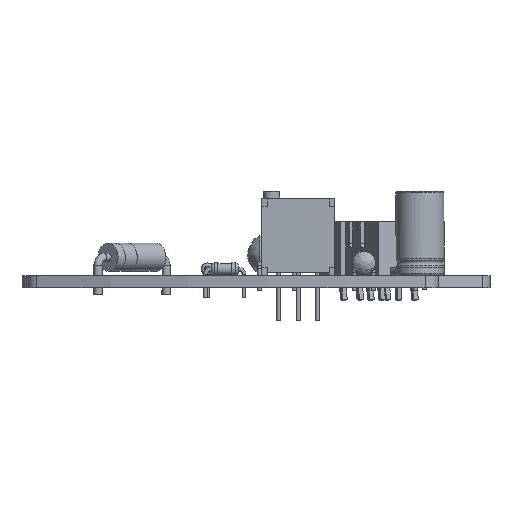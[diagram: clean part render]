
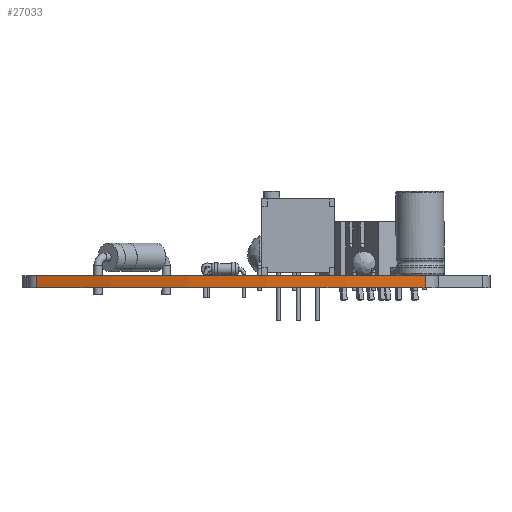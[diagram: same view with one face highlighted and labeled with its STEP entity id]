
A CAD part, front view. The second image highlights one B-rep face of the part: STEP entity #27033.
In plain terms, the highlighted cylindrical face has radius 99 mm (diameter 198 mm), a partial arc.
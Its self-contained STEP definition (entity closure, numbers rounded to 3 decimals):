
#22277 = PLANE('',#22278);
#22278 = AXIS2_PLACEMENT_3D('',#22279,#22280,#22281);
#22279 = CARTESIAN_POINT('',(148.646,-108.477,1.6));
#22280 = DIRECTION('',(0.,0.,1.));
#22281 = DIRECTION('',(1.,0.,-0.));
#22332 = PLANE('',#22333);
#22333 = AXIS2_PLACEMENT_3D('',#22334,#22335,#22336);
#22334 = CARTESIAN_POINT('',(148.646,-108.477,0.));
#22335 = DIRECTION('',(0.,0.,1.));
#22336 = DIRECTION('',(1.,0.,-0.));
#22670 = VERTEX_POINT('',#22671);
#22671 = CARTESIAN_POINT('',(120.298,-126.51,0.));
#22686 = CYLINDRICAL_SURFACE('',#22687,2.);
#22687 = AXIS2_PLACEMENT_3D('',#22688,#22689,#22690);
#22688 = CARTESIAN_POINT('',(121.066,-124.663,0.));
#22689 = DIRECTION('',(-0.,-0.,-1.));
#22690 = DIRECTION('',(1.,0.,-0.));
#22698 = EDGE_CURVE('',#22670,#22699,#22701,.T.);
#22699 = VERTEX_POINT('',#22700);
#22700 = CARTESIAN_POINT('',(171.36,-133.232,0.));
#22701 = SURFACE_CURVE('',#22702,(#22707,#22714),.PCURVE_S1.);
#22702 = CIRCLE('',#22703,99.);
#22703 = AXIS2_PLACEMENT_3D('',#22704,#22705,#22706);
#22704 = CARTESIAN_POINT('',(158.307,-35.097,0.));
#22705 = DIRECTION('',(0.,0.,1.));
#22706 = DIRECTION('',(1.,0.,-0.));
#22707 = PCURVE('',#22332,#22708);
#22708 = DEFINITIONAL_REPRESENTATION('',(#22709),#22713);
#22709 = CIRCLE('',#22710,99.);
#22710 = AXIS2_PLACEMENT_2D('',#22711,#22712);
#22711 = CARTESIAN_POINT('',(9.661,73.38));
#22712 = DIRECTION('',(1.,0.));
#22713 = ( GEOMETRIC_REPRESENTATION_CONTEXT(2) 
PARAMETRIC_REPRESENTATION_CONTEXT() REPRESENTATION_CONTEXT('2D SPACE',''
  ) );
#22714 = PCURVE('',#22715,#22720);
#22715 = CYLINDRICAL_SURFACE('',#22716,99.);
#22716 = AXIS2_PLACEMENT_3D('',#22717,#22718,#22719);
#22717 = CARTESIAN_POINT('',(158.307,-35.097,0.));
#22718 = DIRECTION('',(-0.,-0.,-1.));
#22719 = DIRECTION('',(1.,0.,-0.));
#22720 = DEFINITIONAL_REPRESENTATION('',(#22721),#22725);
#22721 = LINE('',#22722,#22723);
#22722 = CARTESIAN_POINT('',(-0.,0.));
#22723 = VECTOR('',#22724,1.);
#22724 = DIRECTION('',(-1.,0.));
#22725 = ( GEOMETRIC_REPRESENTATION_CONTEXT(2) 
PARAMETRIC_REPRESENTATION_CONTEXT() REPRESENTATION_CONTEXT('2D SPACE',''
  ) );
#22744 = CYLINDRICAL_SURFACE('',#22745,2.);
#22745 = AXIS2_PLACEMENT_3D('',#22746,#22747,#22748);
#22746 = CARTESIAN_POINT('',(171.097,-131.25,0.));
#22747 = DIRECTION('',(-0.,-0.,-1.));
#22748 = DIRECTION('',(1.,0.,-0.));
#24968 = VERTEX_POINT('',#24969);
#24969 = CARTESIAN_POINT('',(120.298,-126.51,1.6));
#24991 = EDGE_CURVE('',#24968,#24992,#24994,.T.);
#24992 = VERTEX_POINT('',#24993);
#24993 = CARTESIAN_POINT('',(171.36,-133.232,1.6));
#24994 = SURFACE_CURVE('',#24995,(#25000,#25007),.PCURVE_S1.);
#24995 = CIRCLE('',#24996,99.);
#24996 = AXIS2_PLACEMENT_3D('',#24997,#24998,#24999);
#24997 = CARTESIAN_POINT('',(158.307,-35.097,1.6));
#24998 = DIRECTION('',(0.,0.,1.));
#24999 = DIRECTION('',(1.,0.,-0.));
#25000 = PCURVE('',#22277,#25001);
#25001 = DEFINITIONAL_REPRESENTATION('',(#25002),#25006);
#25002 = CIRCLE('',#25003,99.);
#25003 = AXIS2_PLACEMENT_2D('',#25004,#25005);
#25004 = CARTESIAN_POINT('',(9.661,73.38));
#25005 = DIRECTION('',(1.,0.));
#25006 = ( GEOMETRIC_REPRESENTATION_CONTEXT(2) 
PARAMETRIC_REPRESENTATION_CONTEXT() REPRESENTATION_CONTEXT('2D SPACE',''
  ) );
#25007 = PCURVE('',#22715,#25008);
#25008 = DEFINITIONAL_REPRESENTATION('',(#25009),#25013);
#25009 = LINE('',#25010,#25011);
#25010 = CARTESIAN_POINT('',(-0.,-1.6));
#25011 = VECTOR('',#25012,1.);
#25012 = DIRECTION('',(-1.,0.));
#25013 = ( GEOMETRIC_REPRESENTATION_CONTEXT(2) 
PARAMETRIC_REPRESENTATION_CONTEXT() REPRESENTATION_CONTEXT('2D SPACE',''
  ) );
#26983 = EDGE_CURVE('',#22699,#24992,#26984,.T.);
#26984 = SURFACE_CURVE('',#26985,(#26989,#26996),.PCURVE_S1.);
#26985 = LINE('',#26986,#26987);
#26986 = CARTESIAN_POINT('',(171.36,-133.232,0.));
#26987 = VECTOR('',#26988,1.);
#26988 = DIRECTION('',(0.,0.,1.));
#26989 = PCURVE('',#22744,#26990);
#26990 = DEFINITIONAL_REPRESENTATION('',(#26991),#26995);
#26991 = LINE('',#26992,#26993);
#26992 = CARTESIAN_POINT('',(-4.844,0.));
#26993 = VECTOR('',#26994,1.);
#26994 = DIRECTION('',(-0.,-1.));
#26995 = ( GEOMETRIC_REPRESENTATION_CONTEXT(2) 
PARAMETRIC_REPRESENTATION_CONTEXT() REPRESENTATION_CONTEXT('2D SPACE',''
  ) );
#26996 = PCURVE('',#22715,#26997);
#26997 = DEFINITIONAL_REPRESENTATION('',(#26998),#27002);
#26998 = LINE('',#26999,#27000);
#26999 = CARTESIAN_POINT('',(-4.845,0.));
#27000 = VECTOR('',#27001,1.);
#27001 = DIRECTION('',(-0.,-1.));
#27002 = ( GEOMETRIC_REPRESENTATION_CONTEXT(2) 
PARAMETRIC_REPRESENTATION_CONTEXT() REPRESENTATION_CONTEXT('2D SPACE',''
  ) );
#27033 = ADVANCED_FACE('',(#27034),#22715,.T.);
#27034 = FACE_BOUND('',#27035,.F.);
#27035 = EDGE_LOOP('',(#27036,#27057,#27058,#27059));
#27036 = ORIENTED_EDGE('',*,*,#27037,.T.);
#27037 = EDGE_CURVE('',#22670,#24968,#27038,.T.);
#27038 = SURFACE_CURVE('',#27039,(#27043,#27050),.PCURVE_S1.);
#27039 = LINE('',#27040,#27041);
#27040 = CARTESIAN_POINT('',(120.298,-126.51,0.));
#27041 = VECTOR('',#27042,1.);
#27042 = DIRECTION('',(0.,0.,1.));
#27043 = PCURVE('',#22715,#27044);
#27044 = DEFINITIONAL_REPRESENTATION('',(#27045),#27049);
#27045 = LINE('',#27046,#27047);
#27046 = CARTESIAN_POINT('',(-4.318,0.));
#27047 = VECTOR('',#27048,1.);
#27048 = DIRECTION('',(-0.,-1.));
#27049 = ( GEOMETRIC_REPRESENTATION_CONTEXT(2) 
PARAMETRIC_REPRESENTATION_CONTEXT() REPRESENTATION_CONTEXT('2D SPACE',''
  ) );
#27050 = PCURVE('',#22686,#27051);
#27051 = DEFINITIONAL_REPRESENTATION('',(#27052),#27056);
#27052 = LINE('',#27053,#27054);
#27053 = CARTESIAN_POINT('',(-4.318,0.));
#27054 = VECTOR('',#27055,1.);
#27055 = DIRECTION('',(-0.,-1.));
#27056 = ( GEOMETRIC_REPRESENTATION_CONTEXT(2) 
PARAMETRIC_REPRESENTATION_CONTEXT() REPRESENTATION_CONTEXT('2D SPACE',''
  ) );
#27057 = ORIENTED_EDGE('',*,*,#24991,.T.);
#27058 = ORIENTED_EDGE('',*,*,#26983,.F.);
#27059 = ORIENTED_EDGE('',*,*,#22698,.F.);
